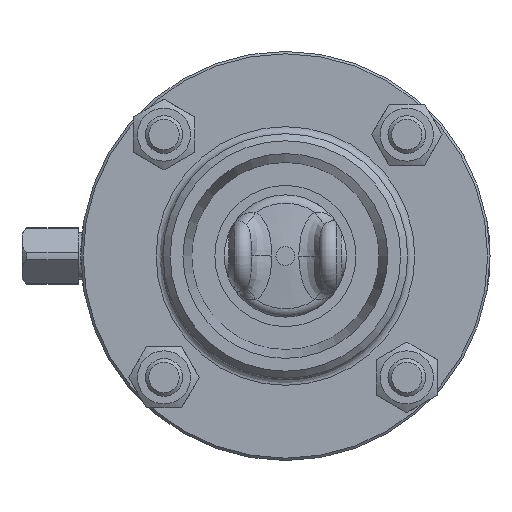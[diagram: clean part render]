
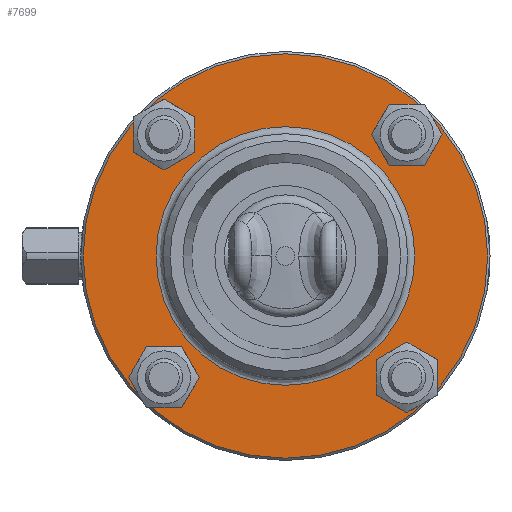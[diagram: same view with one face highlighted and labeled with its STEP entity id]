
A CAD part, left-side view. The second image highlights one B-rep face of the part: STEP entity #7699.
In plain terms, the highlighted planar face has unit normal (-1, 0, 0).
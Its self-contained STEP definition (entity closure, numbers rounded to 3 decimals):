
#303=CARTESIAN_POINT('',(-10.,25.809,31.459));
#304=VERTEX_POINT('',#303);
#305=CARTESIAN_POINT('',(-10.0,25.809,25.809));
#306=DIRECTION('',(1.0,0.0,0.0));
#307=DIRECTION('',(0.0,0.0,1.0));
#308=AXIS2_PLACEMENT_3D('',#305,#306,#307);
#309=CIRCLE('',#308,5.65);
#310=EDGE_CURVE('',#304,#304,#309,.T.);
#1181=CARTESIAN_POINT('',(-10.,-31.459,25.809));
#1182=VERTEX_POINT('',#1181);
#1183=CARTESIAN_POINT('',(-10.0,-25.809,25.809));
#1184=DIRECTION('',(1.0,0.0,0.0));
#1185=DIRECTION('',(0.0,-1.0,0.0));
#1186=AXIS2_PLACEMENT_3D('',#1183,#1184,#1185);
#1187=CIRCLE('',#1186,5.65);
#1188=EDGE_CURVE('',#1182,#1182,#1187,.T.);
#2059=CARTESIAN_POINT('',(-10.,-25.809,-31.459));
#2060=VERTEX_POINT('',#2059);
#2061=CARTESIAN_POINT('',(-10.0,-25.809,-25.809));
#2062=DIRECTION('',(1.0,0.0,0.0));
#2063=DIRECTION('',(0.0,0.0,-1.0));
#2064=AXIS2_PLACEMENT_3D('',#2061,#2062,#2063);
#2065=CIRCLE('',#2064,5.65);
#2066=EDGE_CURVE('',#2060,#2060,#2065,.T.);
#2937=CARTESIAN_POINT('',(-10.,31.459,-25.809));
#2938=VERTEX_POINT('',#2937);
#2939=CARTESIAN_POINT('',(-10.0,25.809,-25.809));
#2940=DIRECTION('',(1.0,0.0,0.0));
#2941=DIRECTION('',(0.0,1.0,0.0));
#2942=AXIS2_PLACEMENT_3D('',#2939,#2940,#2941);
#2943=CIRCLE('',#2942,5.65);
#2944=EDGE_CURVE('',#2938,#2938,#2943,.T.);
#7645=CARTESIAN_POINT('',(-10.0,43.,0.));
#7646=VERTEX_POINT('',#7645);
#7647=CARTESIAN_POINT('',(-10.0,0.,0.));
#7648=DIRECTION('',(-1.0,0.0,0.0));
#7649=DIRECTION('',(0.0,1.0,0.0));
#7650=AXIS2_PLACEMENT_3D('',#7647,#7648,#7649);
#7651=CIRCLE('',#7650,43.);
#7652=EDGE_CURVE('',#7646,#7646,#7651,.T.);
#7668=CARTESIAN_POINT('',(-10.0,35.25,0.));
#7669=DIRECTION('',(-1.0,0.0,0.0));
#7670=DIRECTION('',(0.0,0.0,1.0));
#7671=AXIS2_PLACEMENT_3D('',#7668,#7669,#7670);
#7672=PLANE('',#7671);
#7673=ORIENTED_EDGE('',*,*,#7652,.T.);
#7674=EDGE_LOOP('',(#7673));
#7675=FACE_OUTER_BOUND('',#7674,.T.);
#7676=ORIENTED_EDGE('',*,*,#310,.T.);
#7677=EDGE_LOOP('',(#7676));
#7678=FACE_BOUND('',#7677,.T.);
#7679=ORIENTED_EDGE('',*,*,#1188,.T.);
#7680=EDGE_LOOP('',(#7679));
#7681=FACE_BOUND('',#7680,.T.);
#7682=ORIENTED_EDGE('',*,*,#2066,.T.);
#7683=EDGE_LOOP('',(#7682));
#7684=FACE_BOUND('',#7683,.T.);
#7685=ORIENTED_EDGE('',*,*,#2944,.T.);
#7686=EDGE_LOOP('',(#7685));
#7687=FACE_BOUND('',#7686,.T.);
#7688=CARTESIAN_POINT('',(-10.0,27.5,0.));
#7689=VERTEX_POINT('',#7688);
#7690=CARTESIAN_POINT('',(-10.0,0.,0.));
#7691=DIRECTION('',(-1.0,0.0,0.0));
#7692=DIRECTION('',(0.0,1.0,0.0));
#7693=AXIS2_PLACEMENT_3D('',#7690,#7691,#7692);
#7694=CIRCLE('',#7693,27.5);
#7695=EDGE_CURVE('',#7689,#7689,#7694,.T.);
#7696=ORIENTED_EDGE('',*,*,#7695,.F.);
#7697=EDGE_LOOP('',(#7696));
#7698=FACE_BOUND('',#7697,.T.);
#7699=ADVANCED_FACE('',(#7675,#7678,#7681,#7684,#7687,#7698),#7672,.T.);
